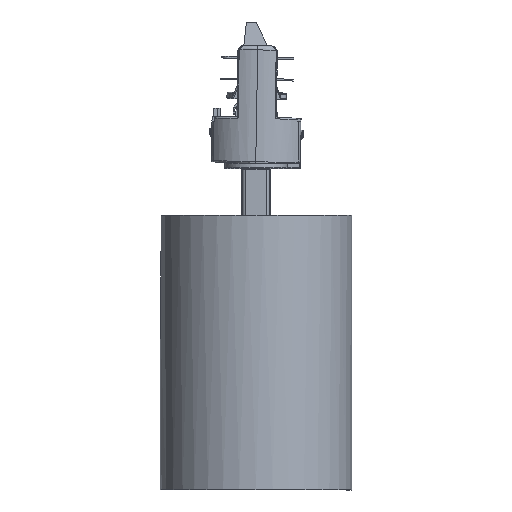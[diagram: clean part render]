
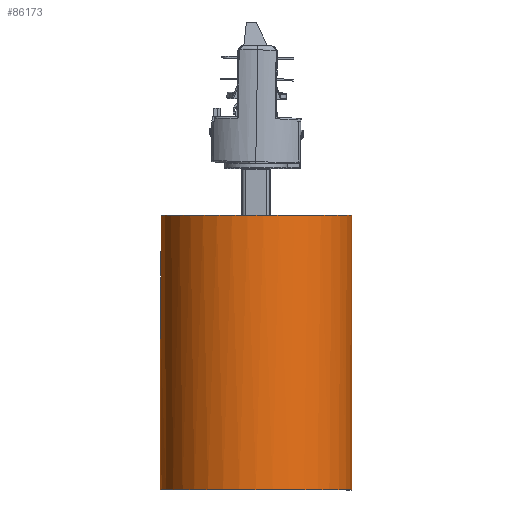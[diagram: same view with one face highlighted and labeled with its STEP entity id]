
A CAD part, front view. The second image highlights one B-rep face of the part: STEP entity #86173.
In plain terms, the highlighted cylindrical face has radius 33.5 mm (diameter 67 mm), a full revolution.
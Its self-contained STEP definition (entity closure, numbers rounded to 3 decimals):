
#2120=ELLIPSE('',#90473,1919.506,33.5);
#2135=ELLIPSE('',#90755,1919.506,33.5);
#5637=B_SPLINE_CURVE_WITH_KNOTS('',3,(#177260,#177261,#177262,#177263,#177264,
#177265,#177266,#177267,#177268,#177269),.UNSPECIFIED.,.F.,.F.,(4,2,2,2,
4),(0.001,0.015,0.03,0.045,
0.06),.UNSPECIFIED.);
#5642=B_SPLINE_CURVE_WITH_KNOTS('',3,(#177445,#177446,#177447,#177448,#177449,
#177450,#177451,#177452,#177453,#177454),.UNSPECIFIED.,.F.,.F.,(4,2,2,2,
4),(0.06,0.076,0.091,0.106,
0.12),.UNSPECIFIED.);
#5651=B_SPLINE_CURVE_WITH_KNOTS('',3,(#178170,#178171,#178172,#178173,#178174,
#178175,#178176,#178177,#178178,#178179),.UNSPECIFIED.,.F.,.F.,(4,2,2,2,
4),(0.001,0.015,0.03,0.045,
0.061),.UNSPECIFIED.);
#5652=B_SPLINE_CURVE_WITH_KNOTS('',3,(#178195,#178196,#178197,#178198,#178199,
#178200,#178201,#178202,#178203,#178204),.UNSPECIFIED.,.F.,.F.,(4,2,2,2,
4),(0.182,0.197,0.212,0.227,
0.242),.UNSPECIFIED.);
#6997=CYLINDRICAL_SURFACE('',#91146,33.5);
#9428=FACE_OUTER_BOUND('',#14338,.T.);
#14338=EDGE_LOOP('',(#64634,#64635,#64636,#64637,#64638,#64639,#64640,#64641,
#64642,#64643,#64644,#64645));
#18256=LINE('',#182633,#24546);
#24546=VECTOR('',#100575,33.5);
#30470=CIRCLE('',#90079,33.5);
#30807=CIRCLE('',#90757,33.5);
#30808=CIRCLE('',#90758,33.5);
#31004=CIRCLE('',#91147,33.5);
#35064=VERTEX_POINT('',#174528);
#35065=VERTEX_POINT('',#174530);
#35446=VERTEX_POINT('',#177258);
#35450=VERTEX_POINT('',#177444);
#35508=VERTEX_POINT('',#178168);
#35509=VERTEX_POINT('',#178169);
#35513=VERTEX_POINT('',#178193);
#35514=VERTEX_POINT('',#178194);
#35659=VERTEX_POINT('',#179870);
#35779=VERTEX_POINT('',#182631);
#44903=EDGE_CURVE('',#35065,#35064,#30470,.T.);
#45393=EDGE_CURVE('',#35446,#35064,#5637,.T.);
#45400=EDGE_CURVE('',#35065,#35450,#5642,.T.);
#45521=EDGE_CURVE('',#35508,#35509,#5651,.T.);
#45529=EDGE_CURVE('',#35513,#35514,#5652,.T.);
#45534=EDGE_CURVE('',#35508,#35450,#2120,.T.);
#45835=EDGE_CURVE('',#35446,#35514,#2135,.T.);
#45836=EDGE_CURVE('',#35659,#35509,#30807,.T.);
#45837=EDGE_CURVE('',#35513,#35659,#30808,.T.);
#46200=EDGE_CURVE('',#35779,#35779,#31004,.T.);
#46201=EDGE_CURVE('',#35779,#35659,#18256,.T.);
#64634=ORIENTED_EDGE('',*,*,#46200,.F.);
#64635=ORIENTED_EDGE('',*,*,#46201,.T.);
#64636=ORIENTED_EDGE('',*,*,#45836,.T.);
#64637=ORIENTED_EDGE('',*,*,#45521,.F.);
#64638=ORIENTED_EDGE('',*,*,#45534,.T.);
#64639=ORIENTED_EDGE('',*,*,#45400,.F.);
#64640=ORIENTED_EDGE('',*,*,#44903,.T.);
#64641=ORIENTED_EDGE('',*,*,#45393,.F.);
#64642=ORIENTED_EDGE('',*,*,#45835,.T.);
#64643=ORIENTED_EDGE('',*,*,#45529,.F.);
#64644=ORIENTED_EDGE('',*,*,#45837,.T.);
#64645=ORIENTED_EDGE('',*,*,#46201,.F.);
#86173=ADVANCED_FACE('',(#9428),#6997,.T.);
#90079=AXIS2_PLACEMENT_3D('',#174531,#98071,#98072);
#90473=AXIS2_PLACEMENT_3D('',#178236,#99069,#99070);
#90755=AXIS2_PLACEMENT_3D('',#179868,#99711,#99712);
#90757=AXIS2_PLACEMENT_3D('',#179871,#99715,#99716);
#90758=AXIS2_PLACEMENT_3D('',#179872,#99717,#99718);
#91146=AXIS2_PLACEMENT_3D('',#182630,#100571,#100572);
#91147=AXIS2_PLACEMENT_3D('',#182632,#100573,#100574);
#98071=DIRECTION('center_axis',(0.,0.,-1.));
#98072=DIRECTION('ref_axis',(-1.,0.,0.));
#99069=DIRECTION('center_axis',(0.,-1.,-0.017));
#99070=DIRECTION('ref_axis',(0.,0.017,-1.));
#99711=DIRECTION('center_axis',(0.,1.,-0.017));
#99712=DIRECTION('ref_axis',(0.,0.017,1.));
#99715=DIRECTION('center_axis',(0.,0.,-1.));
#99716=DIRECTION('ref_axis',(-1.,0.,0.));
#99717=DIRECTION('center_axis',(0.,0.,-1.));
#99718=DIRECTION('ref_axis',(-1.,0.,0.));
#100571=DIRECTION('center_axis',(0.,0.,-1.));
#100572=DIRECTION('ref_axis',(-1.,0.,0.));
#100573=DIRECTION('center_axis',(0.,0.,-1.));
#100574=DIRECTION('ref_axis',(-1.,0.,0.));
#100575=DIRECTION('',(0.,0.,1.));
#174528=CARTESIAN_POINT('',(-33.305,3.607,52.8));
#174530=CARTESIAN_POINT('',(-33.305,-3.607,52.8));
#174531=CARTESIAN_POINT('Origin',(0.,0.,52.8));
#177258=CARTESIAN_POINT('',(-33.26,4.007,53.193));
#177260=CARTESIAN_POINT('Ctrl Pts',(-33.26,4.007,
53.193));
#177261=CARTESIAN_POINT('Ctrl Pts',(-33.26,4.006,
53.145));
#177262=CARTESIAN_POINT('Ctrl Pts',(-33.261,3.996,
53.094));
#177263=CARTESIAN_POINT('Ctrl Pts',(-33.266,3.956,
52.998));
#177264=CARTESIAN_POINT('Ctrl Pts',(-33.269,3.925,
52.953));
#177265=CARTESIAN_POINT('Ctrl Pts',(-33.278,3.854,52.882));
#177266=CARTESIAN_POINT('Ctrl Pts',(-33.283,3.809,52.851));
#177267=CARTESIAN_POINT('Ctrl Pts',(-33.294,3.711,
52.81));
#177268=CARTESIAN_POINT('Ctrl Pts',(-33.3,3.657,
52.8));
#177269=CARTESIAN_POINT('Ctrl Pts',(-33.305,3.607,
52.8));
#177444=CARTESIAN_POINT('',(-33.26,-4.007,53.193));
#177445=CARTESIAN_POINT('Ctrl Pts',(-33.305,-3.607,
52.8));
#177446=CARTESIAN_POINT('Ctrl Pts',(-33.3,-3.657,
52.8));
#177447=CARTESIAN_POINT('Ctrl Pts',(-33.294,-3.711,
52.81));
#177448=CARTESIAN_POINT('Ctrl Pts',(-33.283,-3.809,
52.851));
#177449=CARTESIAN_POINT('Ctrl Pts',(-33.278,-3.854,
52.882));
#177450=CARTESIAN_POINT('Ctrl Pts',(-33.269,-3.925,
52.953));
#177451=CARTESIAN_POINT('Ctrl Pts',(-33.266,-3.956,
52.998));
#177452=CARTESIAN_POINT('Ctrl Pts',(-33.261,-3.996,
53.094));
#177453=CARTESIAN_POINT('Ctrl Pts',(-33.26,-4.006,
53.145));
#177454=CARTESIAN_POINT('Ctrl Pts',(-33.26,-4.007,
53.193));
#178168=CARTESIAN_POINT('',(-33.162,-4.747,95.607));
#178169=CARTESIAN_POINT('',(-33.102,-5.147,96.));
#178170=CARTESIAN_POINT('Ctrl Pts',(-33.162,-4.747,
95.607));
#178171=CARTESIAN_POINT('Ctrl Pts',(-33.162,-4.748,
95.655));
#178172=CARTESIAN_POINT('Ctrl Pts',(-33.16,-4.758,
95.706));
#178173=CARTESIAN_POINT('Ctrl Pts',(-33.155,-4.798,
95.802));
#178174=CARTESIAN_POINT('Ctrl Pts',(-33.15,-4.828,
95.847));
#178175=CARTESIAN_POINT('Ctrl Pts',(-33.14,-4.899,
95.918));
#178176=CARTESIAN_POINT('Ctrl Pts',(-33.133,-4.945,
95.949));
#178177=CARTESIAN_POINT('Ctrl Pts',(-33.118,-5.043,
95.99));
#178178=CARTESIAN_POINT('Ctrl Pts',(-33.11,-5.097,
96.));
#178179=CARTESIAN_POINT('Ctrl Pts',(-33.102,-5.147,
96.));
#178193=CARTESIAN_POINT('',(-33.102,5.147,96.));
#178194=CARTESIAN_POINT('',(-33.162,4.747,95.607));
#178195=CARTESIAN_POINT('Ctrl Pts',(-33.102,5.147,
96.));
#178196=CARTESIAN_POINT('Ctrl Pts',(-33.11,5.097,96.));
#178197=CARTESIAN_POINT('Ctrl Pts',(-33.118,5.044,
95.99));
#178198=CARTESIAN_POINT('Ctrl Pts',(-33.133,4.945,
95.949));
#178199=CARTESIAN_POINT('Ctrl Pts',(-33.14,4.9,
95.918));
#178200=CARTESIAN_POINT('Ctrl Pts',(-33.15,4.829,
95.847));
#178201=CARTESIAN_POINT('Ctrl Pts',(-33.155,4.798,
95.803));
#178202=CARTESIAN_POINT('Ctrl Pts',(-33.16,4.758,
95.706));
#178203=CARTESIAN_POINT('Ctrl Pts',(-33.162,4.748,
95.655));
#178204=CARTESIAN_POINT('Ctrl Pts',(-33.162,4.747,
95.607));
#178236=CARTESIAN_POINT('Origin',(0.,0.,-176.36));
#179868=CARTESIAN_POINT('Origin',(0.,0.,-176.36));
#179870=CARTESIAN_POINT('',(33.5,0.,96.));
#179871=CARTESIAN_POINT('Origin',(0.,0.,96.));
#179872=CARTESIAN_POINT('Origin',(0.,0.,96.));
#182630=CARTESIAN_POINT('Origin',(0.,0.,48.));
#182631=CARTESIAN_POINT('',(33.5,0.,0.));
#182632=CARTESIAN_POINT('Origin',(0.,0.,0.));
#182633=CARTESIAN_POINT('',(33.5,0.,48.));
